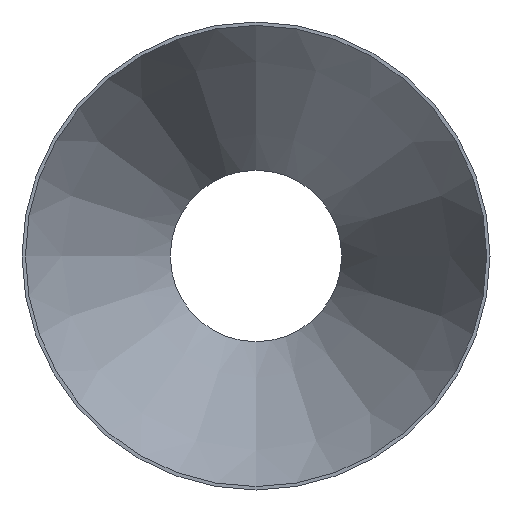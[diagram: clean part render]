
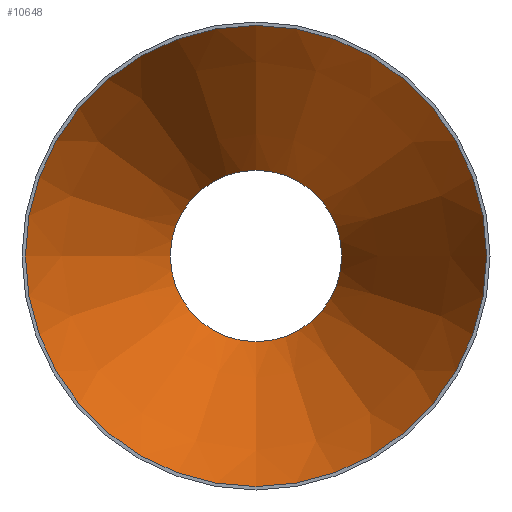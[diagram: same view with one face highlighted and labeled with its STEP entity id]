
A CAD part, front view. The second image highlights one B-rep face of the part: STEP entity #10648.
In plain terms, the highlighted conical face has half-angle 24.579 degrees and reference radius 147.801 mm.
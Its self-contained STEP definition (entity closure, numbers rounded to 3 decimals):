
#1304 = DIRECTION ( 'NONE',  ( 0., -1., 0. ) ) ;
#1651 = CARTESIAN_POINT ( 'NONE',  ( 0., 203., 0. ) ) ;
#1727 = VERTEX_POINT ( 'NONE', #31028 ) ;
#3033 = CIRCLE ( 'NONE', #33091, 147.801 ) ;
#4278 = CARTESIAN_POINT ( 'NONE',  ( 0., 0., 0. ) ) ;
#4361 = VERTEX_POINT ( 'NONE', #17426 ) ;
#8564 = AXIS2_PLACEMENT_3D ( 'NONE', #16614, #11221, #11392 ) ;
#10648 = ADVANCED_FACE ( 'NONE', ( #29675, #11055 ), #27505, .F. ) ;
#11055 = FACE_OUTER_BOUND ( 'NONE', #26035, .T. ) ;
#11221 = DIRECTION ( 'NONE',  ( 0., -1., 0. ) ) ;
#11392 = DIRECTION ( 'NONE',  ( 0., 0., -1. ) ) ;
#11800 = ORIENTED_EDGE ( 'NONE', *, *, #16705, .T. ) ;
#11958 = DIRECTION ( 'NONE',  ( 0., 0., -1. ) ) ;
#16614 = CARTESIAN_POINT ( 'NONE',  ( 0., 0., 0. ) ) ;
#16705 = EDGE_CURVE ( 'NONE', #4361, #4361, #3033, .T. ) ;
#17046 = CIRCLE ( 'NONE', #19290, 54.951 ) ;
#17426 = CARTESIAN_POINT ( 'NONE',  ( 0., 0., -147.801 ) ) ;
#19290 = AXIS2_PLACEMENT_3D ( 'NONE', #1651, #1304, #11958 ) ;
#25532 = DIRECTION ( 'NONE',  ( 0., 0., -1. ) ) ;
#26035 = EDGE_LOOP ( 'NONE', ( #11800 ) ) ;
#26299 = EDGE_CURVE ( 'NONE', #1727, #1727, #17046, .T. ) ;
#27505 = CONICAL_SURFACE ( 'NONE', #8564, 147.801, 0.429 ) ;
#28505 = EDGE_LOOP ( 'NONE', ( #30617 ) ) ;
#29125 = DIRECTION ( 'NONE',  ( 0., -1., 0. ) ) ;
#29675 = FACE_BOUND ( 'NONE', #28505, .T. ) ;
#30617 = ORIENTED_EDGE ( 'NONE', *, *, #26299, .F. ) ;
#31028 = CARTESIAN_POINT ( 'NONE',  ( 0., 203., -54.951 ) ) ;
#33091 = AXIS2_PLACEMENT_3D ( 'NONE', #4278, #29125, #25532 ) ;
